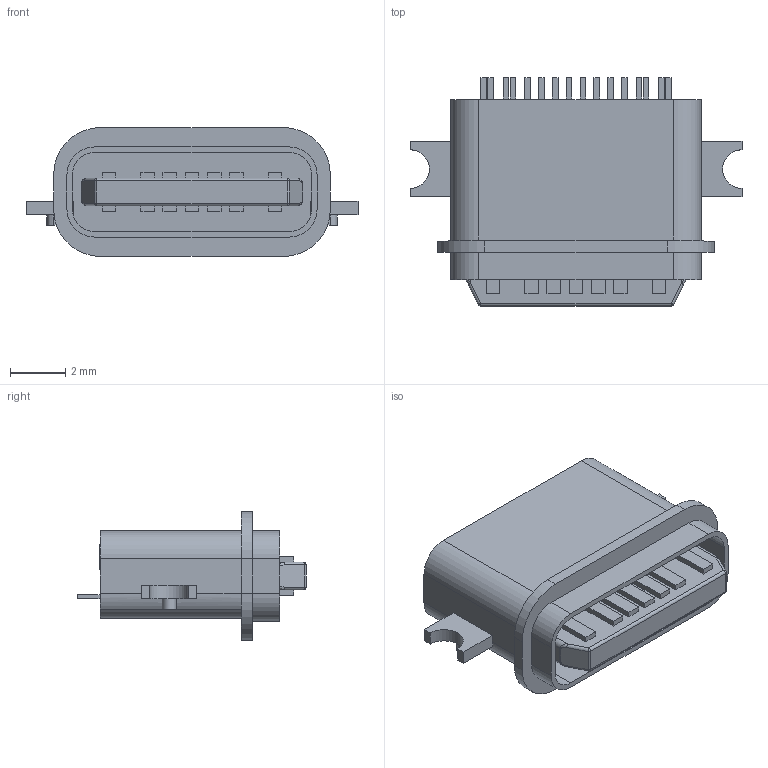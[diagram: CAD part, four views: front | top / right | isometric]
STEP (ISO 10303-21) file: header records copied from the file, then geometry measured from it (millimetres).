
FILE_DESCRIPTION(/* description */ ('STEP AP242','CAx-IF Rec.Pracs.---Representation and Presentation of Product Manufacturing Information (PMI)---4.0---2014-10-13','CAx-IF Rec.Pracs.---3D Tessellated Geometry---0.4---2014-09-14','2;1'),/* implementation_level */ '2;1');
FILE_NAME(/* name */ '670ae922b78ef300db24d31f',/* time_stamp */ '2024-10-12T21:24:52Z',/* author */ (''),/* organization */ (''),/* preprocessor_version */ 'ST-DEVELOPER v20',/* originating_system */ ' ',/* authorisation */ ' ');
FILE_SCHEMA (('AP242_MANAGED_MODEL_BASED_3D_ENGINEERING_MIM_LF { 1 0 10303 442 1 1 4 }'));
Length unit declared in the file: metre
Products named in the file (4): V28G-U1; USB-C-SMD_TYPE-C-16PFS-2JCB0.8-H6.5 <1>; COMPOUND
Assembly tree (3 placements, depth 3):
  V28G-U1
    USB-C-SMD_TYPE-C-16PFS-2JCB0.8-H6.5 <1>
      COMPOUND
      COMPOUND
Bounding box: 12 x 8.25 x 4.66 mm (x, y, z)
Volume: 131.8 mm3; surface area: 566.8 mm2
Topology: 2 solids, 2 shells, 469 faces, 1275 edges, 840 vertices
Faces by surface type: plane 324, cylinder 110, sphere 19, bspline 16
Entity records: 18186 total; most frequent: CARTESIAN_POINT 3060, ORIENTED_EDGE 2522, DIRECTION 2321, EDGE_CURVE 1261, LINE 891, VECTOR 891, VERTEX_POINT 834, AXIS2_PLACEMENT_3D 715
